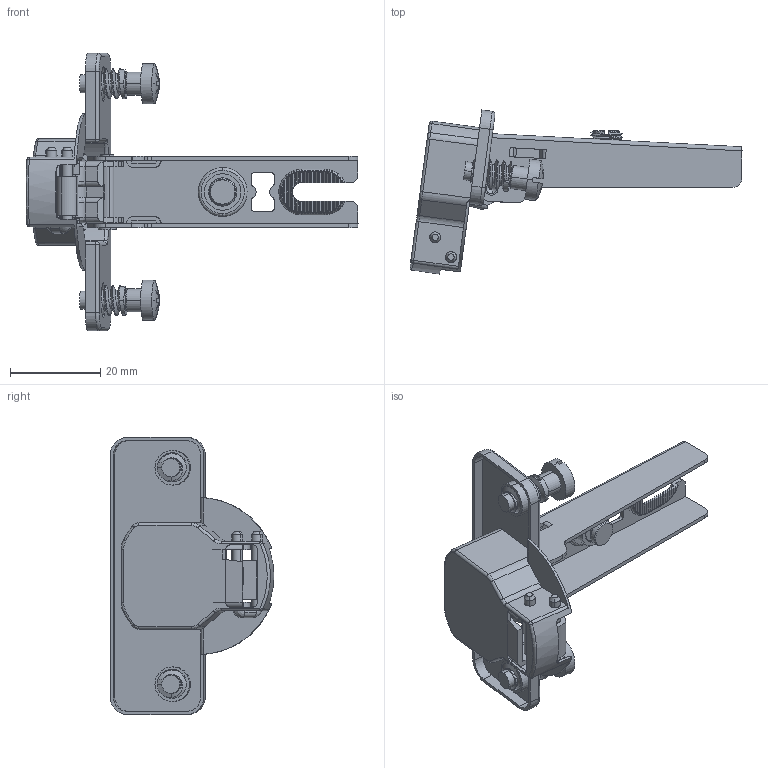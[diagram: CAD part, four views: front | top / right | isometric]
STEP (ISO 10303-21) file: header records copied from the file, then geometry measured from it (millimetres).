
FILE_DESCRIPTION (( 'STEP AP214' ), '1' );
FILE_NAME ('F000108-CLOSED_3D.step', '2022-06-06T12:58:20', ( '' ), ( '' ), 'SwSTEP 2.0', 'SolidWorks 2020', '' );
FILE_SCHEMA (( 'AUTOMOTIVE_DESIGN' ));
Length unit declared in the file: millimetre
Products named in the file (10): md29-186-7-NS40; c30-b2-7-NS40; 邧渀-9-NS40; C31A48韁蹟-NS40; md29-178-7-NS40; a18-06b-NS40; H14圉埴芛韁粔蹟佪-3-NS40; a19-06lz-3-NS40; 覃誹蹟佪 - A1-2-NS40; F000108-CLOSED_3D
Assembly tree (10 placements, depth 2):
  F000108-CLOSED_3D
    a18-06b-NS40
    a19-06lz-3-NS40
    C31A48韁蹟-NS40
    md29-178-7-NS40
    覃誹蹟佪 - A1-2-NS40
    邧渀-9-NS40
    md29-186-7-NS40
    c30-b2-7-NS40
    H14圉埴芛韁粔蹟佪-3-NS40  x2
Bounding box: 73.6 x 36.33 x 61.5 mm (x, y, z)
Volume: 6756.7 mm3; surface area: 15644.9 mm2
Topology: 10 solids, 10 shells, 917 faces, 2485 edges, 1590 vertices
Faces by surface type: plane 452, cylinder 332, bspline 96, cone 37
Entity records: 35191 total; most frequent: CARTESIAN_POINT 14965, ORIENTED_EDGE 4522, DIRECTION 3750, EDGE_CURVE 2261, VERTEX_POINT 1455, AXIS2_PLACEMENT_3D 1269, LINE 1212, VECTOR 1212
